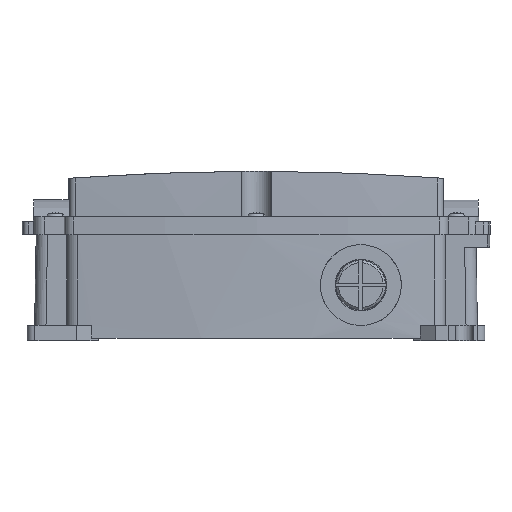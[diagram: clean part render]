
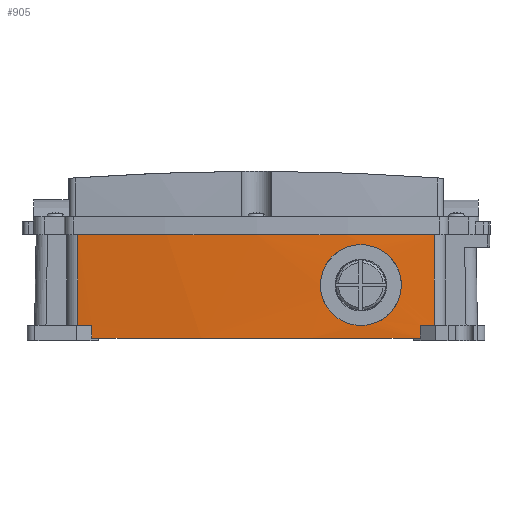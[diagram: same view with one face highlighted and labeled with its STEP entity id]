
A CAD part, left-side view. The second image highlights one B-rep face of the part: STEP entity #905.
In plain terms, the highlighted cylindrical face has radius 600.5 mm (diameter 1201 mm), a partial arc.
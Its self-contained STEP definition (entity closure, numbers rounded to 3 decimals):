
#787=AXIS2_PLACEMENT_3D('Cylinder Axis2P3D',#784,#785,#786) ;
#791=AXIS2_PLACEMENT_3D('Circle Axis2P3D',#789,#790,$) ;
#807=AXIS2_PLACEMENT_3D('Circle Axis2P3D',#805,#806,$) ;
#821=AXIS2_PLACEMENT_3D('Circle Axis2P3D',#819,#820,$) ;
#826=AXIS2_PLACEMENT_3D('Circle Axis2P3D',#824,#825,$) ;
#757=CARTESIAN_POINT('Line Origine',(5.663,163.204,21.5)) ;
#761=CARTESIAN_POINT('Vertex',(5.663,163.204,6.)) ;
#763=CARTESIAN_POINT('Vertex',(5.663,163.204,42.)) ;
#784=CARTESIAN_POINT('Axis2P3D Location',(602.,92.616,21.5)) ;
#789=CARTESIAN_POINT('Axis2P3D Location',(602.,92.616,1.)) ;
#793=CARTESIAN_POINT('Vertex',(5.022,157.554,1.)) ;
#795=CARTESIAN_POINT('Vertex',(5.022,27.678,1.)) ;
#798=CARTESIAN_POINT('Line Origine',(5.022,27.678,21.5)) ;
#802=CARTESIAN_POINT('Vertex',(5.022,27.678,6.)) ;
#805=CARTESIAN_POINT('Axis2P3D Location',(602.,92.616,6.)) ;
#809=CARTESIAN_POINT('Vertex',(5.663,22.028,6.)) ;
#812=CARTESIAN_POINT('Line Origine',(5.663,22.028,21.5)) ;
#816=CARTESIAN_POINT('Vertex',(5.663,22.028,42.)) ;
#819=CARTESIAN_POINT('Axis2P3D Location',(602.,92.616,42.)) ;
#824=CARTESIAN_POINT('Axis2P3D Location',(602.,92.616,6.)) ;
#828=CARTESIAN_POINT('Vertex',(5.022,157.554,6.)) ;
#831=CARTESIAN_POINT('Line Origine',(5.022,157.554,21.5)) ;
#847=CARTESIAN_POINT('Control Point',(3.5,43.647,7.85)) ;
#848=CARTESIAN_POINT('Control Point',(3.272,46.435,6.379)) ;
#849=CARTESIAN_POINT('Control Point',(3.03,49.585,5.594)) ;
#850=CARTESIAN_POINT('Control Point',(2.803,52.873,5.615)) ;
#851=CARTESIAN_POINT('Control Point',(2.61,56.016,6.445)) ;
#852=CARTESIAN_POINT('Control Point',(2.454,58.787,7.959)) ;
#853=CARTESIAN_POINT('Vertex',(3.5,43.647,7.85)) ;
#855=CARTESIAN_POINT('Vertex',(2.454,58.787,7.959)) ;
#859=CARTESIAN_POINT('Control Point',(3.5,43.647,36.15)) ;
#860=CARTESIAN_POINT('Control Point',(3.386,45.035,36.883)) ;
#861=CARTESIAN_POINT('Control Point',(3.269,46.514,37.445)) ;
#862=CARTESIAN_POINT('Control Point',(3.153,48.054,37.823)) ;
#863=CARTESIAN_POINT('Control Point',(2.812,52.761,38.377)) ;
#864=CARTESIAN_POINT('Control Point',(2.517,57.463,37.201)) ;
#865=CARTESIAN_POINT('Control Point',(2.36,60.343,35.647)) ;
#866=CARTESIAN_POINT('Control Point',(2.124,65.094,31.265)) ;
#867=CARTESIAN_POINT('Control Point',(2.034,67.279,25.18)) ;
#868=CARTESIAN_POINT('Control Point',(2.022,67.589,21.923)) ;
#869=CARTESIAN_POINT('Control Point',(2.055,66.746,16.532)) ;
#870=CARTESIAN_POINT('Control Point',(2.186,63.878,11.987)) ;
#871=CARTESIAN_POINT('Control Point',(2.257,62.403,10.35)) ;
#872=CARTESIAN_POINT('Control Point',(2.347,60.682,8.994)) ;
#873=CARTESIAN_POINT('Control Point',(2.454,58.787,7.959)) ;
#874=CARTESIAN_POINT('Vertex',(3.5,43.647,36.15)) ;
#878=CARTESIAN_POINT('Control Point',(3.517,43.445,36.041)) ;
#879=CARTESIAN_POINT('Control Point',(3.511,43.512,36.078)) ;
#880=CARTESIAN_POINT('Control Point',(3.506,43.579,36.114)) ;
#881=CARTESIAN_POINT('Control Point',(3.5,43.647,36.15)) ;
#882=CARTESIAN_POINT('Vertex',(3.517,43.445,36.041)) ;
#886=CARTESIAN_POINT('Control Point',(3.517,43.445,36.041)) ;
#887=CARTESIAN_POINT('Control Point',(3.742,40.698,34.54)) ;
#888=CARTESIAN_POINT('Control Point',(3.954,38.316,32.367)) ;
#889=CARTESIAN_POINT('Control Point',(4.125,36.52,29.637)) ;
#890=CARTESIAN_POINT('Control Point',(4.276,34.944,25.06)) ;
#891=CARTESIAN_POINT('Control Point',(4.262,35.088,20.325)) ;
#892=CARTESIAN_POINT('Control Point',(4.239,35.329,18.764)) ;
#893=CARTESIAN_POINT('Control Point',(4.14,36.363,15.112)) ;
#894=CARTESIAN_POINT('Control Point',(3.949,38.417,11.893)) ;
#895=CARTESIAN_POINT('Control Point',(3.812,39.934,10.238)) ;
#896=CARTESIAN_POINT('Control Point',(3.659,41.702,8.877)) ;
#897=CARTESIAN_POINT('Control Point',(3.5,43.647,7.85)) ;
#758=DIRECTION('Vector Direction',(0.,0.,-1.)) ;
#785=DIRECTION('Axis2P3D Direction',(-0.,0.,1.)) ;
#786=DIRECTION('Axis2P3D XDirection',(-0.992,0.125,-0.)) ;
#790=DIRECTION('Axis2P3D Direction',(-0.,0.,1.)) ;
#799=DIRECTION('Vector Direction',(0.,0.,1.)) ;
#806=DIRECTION('Axis2P3D Direction',(-0.,0.,1.)) ;
#813=DIRECTION('Vector Direction',(0.,0.,1.)) ;
#820=DIRECTION('Axis2P3D Direction',(-0.,0.,1.)) ;
#825=DIRECTION('Axis2P3D Direction',(-0.,0.,1.)) ;
#832=DIRECTION('Vector Direction',(0.,0.,1.)) ;
#759=VECTOR('Line Direction',#758,1.) ;
#800=VECTOR('Line Direction',#799,1.) ;
#814=VECTOR('Line Direction',#813,1.) ;
#833=VECTOR('Line Direction',#832,1.) ;
#837=ORIENTED_EDGE('',*,*,#797,.T.) ;
#838=ORIENTED_EDGE('',*,*,#804,.F.) ;
#839=ORIENTED_EDGE('',*,*,#811,.T.) ;
#840=ORIENTED_EDGE('',*,*,#818,.T.) ;
#841=ORIENTED_EDGE('',*,*,#823,.F.) ;
#842=ORIENTED_EDGE('',*,*,#765,.F.) ;
#843=ORIENTED_EDGE('',*,*,#830,.T.) ;
#844=ORIENTED_EDGE('',*,*,#835,.T.) ;
#900=ORIENTED_EDGE('',*,*,#857,.T.) ;
#901=ORIENTED_EDGE('',*,*,#876,.F.) ;
#902=ORIENTED_EDGE('',*,*,#884,.F.) ;
#903=ORIENTED_EDGE('',*,*,#898,.T.) ;
#904=FACE_BOUND('',#899,.T.) ;
#905=ADVANCED_FACE('Hauptk\X2\00F6\X0\rper',(#845,#904),#788,.T.) ;
#846=B_SPLINE_CURVE_WITH_KNOTS('',5,(#847,#848,#849,#850,#851,#852),.UNSPECIFIED.,.F.,.U.,(6,6),(0.,22.353),.UNSPECIFIED.) ;
#858=B_SPLINE_CURVE_WITH_KNOTS('',5,(#859,#860,#861,#862,#863,#864,#865,#866,#867,#868,#869,#870,#871,#872,#873),.UNSPECIFIED.,.F.,.U.,(6,3,3,3,6),(0.,11.132,33.354,55.541,70.831),.UNSPECIFIED.) ;
#877=B_SPLINE_CURVE_WITH_KNOTS('',3,(#878,#879,#880,#881),.UNSPECIFIED.,.F.,.U.,(4,4),(0.,0.324),.UNSPECIFIED.) ;
#885=B_SPLINE_CURVE_WITH_KNOTS('',5,(#886,#887,#888,#889,#890,#891,#892,#893,#894,#895,#896,#897),.UNSPECIFIED.,.F.,.U.,(6,3,3,6),(0.,22.195,33.252,48.839),.UNSPECIFIED.) ;
#792=CIRCLE('generated circle',#791,600.5) ;
#808=CIRCLE('generated circle',#807,600.5) ;
#822=CIRCLE('generated circle',#821,600.5) ;
#827=CIRCLE('generated circle',#826,600.5) ;
#788=CYLINDRICAL_SURFACE('generated cylinder',#787,600.5) ;
#765=EDGE_CURVE('',#762,#764,#760,.F.) ;
#797=EDGE_CURVE('',#794,#796,#792,.T.) ;
#804=EDGE_CURVE('',#803,#796,#801,.F.) ;
#811=EDGE_CURVE('',#803,#810,#808,.T.) ;
#818=EDGE_CURVE('',#810,#817,#815,.T.) ;
#823=EDGE_CURVE('',#764,#817,#822,.T.) ;
#830=EDGE_CURVE('',#762,#829,#827,.T.) ;
#835=EDGE_CURVE('',#829,#794,#834,.F.) ;
#857=EDGE_CURVE('',#854,#856,#846,.T.) ;
#876=EDGE_CURVE('',#875,#856,#858,.T.) ;
#884=EDGE_CURVE('',#883,#875,#877,.T.) ;
#898=EDGE_CURVE('',#883,#854,#885,.T.) ;
#836=EDGE_LOOP('',(#837,#838,#839,#840,#841,#842,#843,#844)) ;
#899=EDGE_LOOP('',(#900,#901,#902,#903)) ;
#845=FACE_OUTER_BOUND('',#836,.T.) ;
#760=LINE('Line',#757,#759) ;
#801=LINE('Line',#798,#800) ;
#815=LINE('Line',#812,#814) ;
#834=LINE('Line',#831,#833) ;
#762=VERTEX_POINT('',#761) ;
#764=VERTEX_POINT('',#763) ;
#794=VERTEX_POINT('',#793) ;
#796=VERTEX_POINT('',#795) ;
#803=VERTEX_POINT('',#802) ;
#810=VERTEX_POINT('',#809) ;
#817=VERTEX_POINT('',#816) ;
#829=VERTEX_POINT('',#828) ;
#854=VERTEX_POINT('',#853) ;
#856=VERTEX_POINT('',#855) ;
#875=VERTEX_POINT('',#874) ;
#883=VERTEX_POINT('',#882) ;
